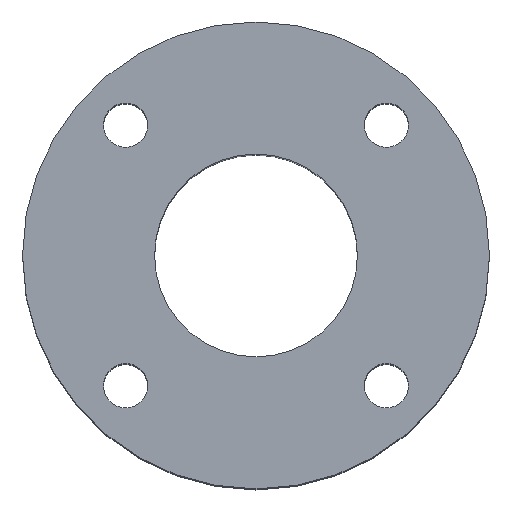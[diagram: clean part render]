
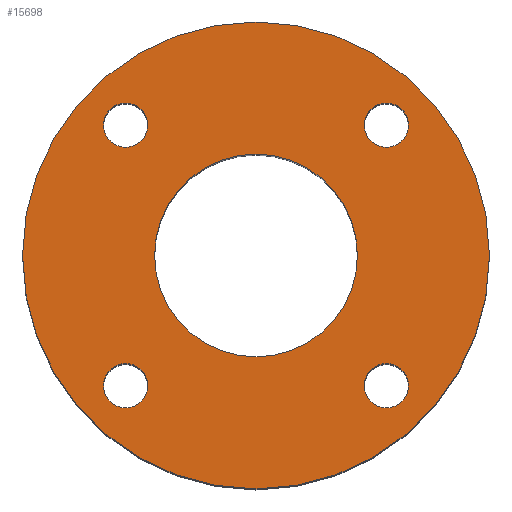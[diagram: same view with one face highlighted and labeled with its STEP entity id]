
A CAD part, top view. The second image highlights one B-rep face of the part: STEP entity #15698.
In plain terms, the highlighted planar face has unit normal (0, 0, 1).
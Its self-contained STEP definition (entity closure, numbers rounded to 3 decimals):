
#73 = VERTEX_POINT ( 'NONE', #27358 ) ;
#264 = EDGE_CURVE ( 'NONE', #11122, #20057, #23247, .T. ) ;
#343 = FACE_BOUND ( 'NONE', #7004, .T. ) ;
#483 = DIRECTION ( 'NONE',  ( 0., 0., 1. ) ) ;
#817 = CARTESIAN_POINT ( 'NONE',  ( 95., 0., 0. ) ) ;
#1472 = DIRECTION ( 'NONE',  ( 0., 0., 1. ) ) ;
#1480 = CIRCLE ( 'NONE', #7674, 9. ) ;
#1546 = DIRECTION ( 'NONE',  ( 0., 0., 1. ) ) ;
#1791 = AXIS2_PLACEMENT_3D ( 'NONE', #17186, #19269, #28375 ) ;
#1801 = CARTESIAN_POINT ( 'NONE',  ( -53.033, -53.033, 0. ) ) ;
#2630 = AXIS2_PLACEMENT_3D ( 'NONE', #2730, #2881, #11840 ) ;
#2690 = CARTESIAN_POINT ( 'NONE',  ( 53.033, 53.033, 0. ) ) ;
#2730 = CARTESIAN_POINT ( 'NONE',  ( 0., 41.25, 0. ) ) ;
#2881 = DIRECTION ( 'NONE',  ( 0., 0., -1. ) ) ;
#2903 = AXIS2_PLACEMENT_3D ( 'NONE', #24525, #1546, #3636 ) ;
#2945 = ORIENTED_EDGE ( 'NONE', *, *, #18811, .F. ) ;
#3098 = ORIENTED_EDGE ( 'NONE', *, *, #3594, .F. ) ;
#3309 = CIRCLE ( 'NONE', #21446, 9. ) ;
#3542 = DIRECTION ( 'NONE',  ( 0., 1., 0. ) ) ;
#3594 = EDGE_CURVE ( 'NONE', #15906, #73, #28967, .T. ) ;
#3636 = DIRECTION ( 'NONE',  ( 0., 1., 0. ) ) ;
#3838 = VERTEX_POINT ( 'NONE', #9682 ) ;
#3845 = DIRECTION ( 'NONE',  ( 0., 0., 1. ) ) ;
#4687 = ORIENTED_EDGE ( 'NONE', *, *, #21880, .F. ) ;
#4903 = VERTEX_POINT ( 'NONE', #18912 ) ;
#4963 = FACE_OUTER_BOUND ( 'NONE', #24287, .T. ) ;
#5640 = DIRECTION ( 'NONE',  ( 1., 0., 0. ) ) ;
#6274 = ORIENTED_EDGE ( 'NONE', *, *, #28853, .F. ) ;
#6571 = ORIENTED_EDGE ( 'NONE', *, *, #8953, .F. ) ;
#6864 = ORIENTED_EDGE ( 'NONE', *, *, #22245, .F. ) ;
#6874 = DIRECTION ( 'NONE',  ( 1., 0., 0. ) ) ;
#7004 = EDGE_LOOP ( 'NONE', ( #2945, #4687 ) ) ;
#7122 = CIRCLE ( 'NONE', #19048, 41.25 ) ;
#7569 = CIRCLE ( 'NONE', #25190, 9. ) ;
#7594 = VERTEX_POINT ( 'NONE', #817 ) ;
#7674 = AXIS2_PLACEMENT_3D ( 'NONE', #1801, #20022, #8371 ) ;
#8244 = CARTESIAN_POINT ( 'NONE',  ( 44.033, -53.033, 0. ) ) ;
#8296 = EDGE_LOOP ( 'NONE', ( #6571, #3098 ) ) ;
#8371 = DIRECTION ( 'NONE',  ( -1., 0., 0. ) ) ;
#8473 = DIRECTION ( 'NONE',  ( 1., 0., 0. ) ) ;
#8953 = EDGE_CURVE ( 'NONE', #73, #15906, #7122, .T. ) ;
#9016 = EDGE_CURVE ( 'NONE', #4903, #3838, #3309, .T. ) ;
#9364 = AXIS2_PLACEMENT_3D ( 'NONE', #10615, #19715, #24481 ) ;
#9682 = CARTESIAN_POINT ( 'NONE',  ( -62.033, 53.033, 0. ) ) ;
#9867 = VERTEX_POINT ( 'NONE', #8244 ) ;
#10265 = DIRECTION ( 'NONE',  ( 0., 0., 1. ) ) ;
#10274 = DIRECTION ( 'NONE',  ( 0., 0., 1. ) ) ;
#10615 = CARTESIAN_POINT ( 'NONE',  ( 0., 0., 0. ) ) ;
#10763 = CIRCLE ( 'NONE', #18858, 9. ) ;
#11122 = VERTEX_POINT ( 'NONE', #21201 ) ;
#11266 = CIRCLE ( 'NONE', #25566, 9. ) ;
#11677 = CARTESIAN_POINT ( 'NONE',  ( -53.033, -53.033, 0. ) ) ;
#11840 = DIRECTION ( 'NONE',  ( -1., 0., 0. ) ) ;
#12870 = ORIENTED_EDGE ( 'NONE', *, *, #28533, .F. ) ;
#13349 = ORIENTED_EDGE ( 'NONE', *, *, #15899, .T. ) ;
#13897 = CARTESIAN_POINT ( 'NONE',  ( -41.25, 0., 0. ) ) ;
#14094 = EDGE_LOOP ( 'NONE', ( #24162, #6274 ) ) ;
#15039 = CIRCLE ( 'NONE', #23633, 95. ) ;
#15200 = CARTESIAN_POINT ( 'NONE',  ( 53.033, 53.033, 0. ) ) ;
#15225 = AXIS2_PLACEMENT_3D ( 'NONE', #15200, #1472, #8473 ) ;
#15698 = ADVANCED_FACE ( 'NONE', ( #343, #23342, #25574, #25122, #18856, #4963 ), #23187, .F. ) ;
#15899 = EDGE_CURVE ( 'NONE', #16513, #7594, #15039, .T. ) ;
#15906 = VERTEX_POINT ( 'NONE', #13897 ) ;
#15953 = EDGE_CURVE ( 'NONE', #20942, #16881, #10763, .T. ) ;
#16430 = CARTESIAN_POINT ( 'NONE',  ( 0., 0., 0. ) ) ;
#16513 = VERTEX_POINT ( 'NONE', #25769 ) ;
#16841 = CARTESIAN_POINT ( 'NONE',  ( -53.033, 53.033, 0. ) ) ;
#16848 = CARTESIAN_POINT ( 'NONE',  ( 53.033, -53.033, 0. ) ) ;
#16881 = VERTEX_POINT ( 'NONE', #28037 ) ;
#17186 = CARTESIAN_POINT ( 'NONE',  ( 0., 0., 0. ) ) ;
#18679 = DIRECTION ( 'NONE',  ( 0., 0., 1. ) ) ;
#18811 = EDGE_CURVE ( 'NONE', #20213, #9867, #11266, .T. ) ;
#18856 = FACE_BOUND ( 'NONE', #8296, .T. ) ;
#18858 = AXIS2_PLACEMENT_3D ( 'NONE', #2690, #18679, #25538 ) ;
#18912 = CARTESIAN_POINT ( 'NONE',  ( -44.033, 53.033, 0. ) ) ;
#19048 = AXIS2_PLACEMENT_3D ( 'NONE', #22072, #3845, #5640 ) ;
#19253 = EDGE_CURVE ( 'NONE', #7594, #16513, #27974, .T. ) ;
#19269 = DIRECTION ( 'NONE',  ( 0., 0., 1. ) ) ;
#19659 = ORIENTED_EDGE ( 'NONE', *, *, #9016, .F. ) ;
#19715 = DIRECTION ( 'NONE',  ( 0., 0., 1. ) ) ;
#19932 = CARTESIAN_POINT ( 'NONE',  ( 53.033, -53.033, 0. ) ) ;
#20022 = DIRECTION ( 'NONE',  ( 0., 0., 1. ) ) ;
#20057 = VERTEX_POINT ( 'NONE', #24087 ) ;
#20213 = VERTEX_POINT ( 'NONE', #23316 ) ;
#20376 = DIRECTION ( 'NONE',  ( 0., -1., 0. ) ) ;
#20942 = VERTEX_POINT ( 'NONE', #28539 ) ;
#21052 = EDGE_LOOP ( 'NONE', ( #6864, #27985 ) ) ;
#21199 = DIRECTION ( 'NONE',  ( 0., -1., 0. ) ) ;
#21201 = CARTESIAN_POINT ( 'NONE',  ( -44.033, -53.033, 0. ) ) ;
#21446 = AXIS2_PLACEMENT_3D ( 'NONE', #16841, #10265, #3542 ) ;
#21614 = ORIENTED_EDGE ( 'NONE', *, *, #19253, .T. ) ;
#21832 = AXIS2_PLACEMENT_3D ( 'NONE', #11677, #483, #25563 ) ;
#21880 = EDGE_CURVE ( 'NONE', #9867, #20213, #7569, .T. ) ;
#22072 = CARTESIAN_POINT ( 'NONE',  ( 0., 0., 0. ) ) ;
#22245 = EDGE_CURVE ( 'NONE', #16881, #20942, #23301, .T. ) ;
#23187 = PLANE ( 'NONE',  #2630 ) ;
#23247 = CIRCLE ( 'NONE', #21832, 9. ) ;
#23301 = CIRCLE ( 'NONE', #15225, 9. ) ;
#23316 = CARTESIAN_POINT ( 'NONE',  ( 62.033, -53.033, 0. ) ) ;
#23342 = FACE_BOUND ( 'NONE', #14094, .T. ) ;
#23633 = AXIS2_PLACEMENT_3D ( 'NONE', #16430, #27925, #6874 ) ;
#24087 = CARTESIAN_POINT ( 'NONE',  ( -62.033, -53.033, 0. ) ) ;
#24162 = ORIENTED_EDGE ( 'NONE', *, *, #264, .F. ) ;
#24287 = EDGE_LOOP ( 'NONE', ( #21614, #13349 ) ) ;
#24481 = DIRECTION ( 'NONE',  ( 1., 0., 0. ) ) ;
#24525 = CARTESIAN_POINT ( 'NONE',  ( -53.033, 53.033, 0. ) ) ;
#25122 = FACE_BOUND ( 'NONE', #21052, .T. ) ;
#25190 = AXIS2_PLACEMENT_3D ( 'NONE', #19932, #29042, #20376 ) ;
#25538 = DIRECTION ( 'NONE',  ( 1., 0., 0. ) ) ;
#25563 = DIRECTION ( 'NONE',  ( -1., 0., 0. ) ) ;
#25566 = AXIS2_PLACEMENT_3D ( 'NONE', #16848, #10274, #21199 ) ;
#25574 = FACE_BOUND ( 'NONE', #26033, .T. ) ;
#25769 = CARTESIAN_POINT ( 'NONE',  ( -95., 0., 0. ) ) ;
#26033 = EDGE_LOOP ( 'NONE', ( #19659, #12870 ) ) ;
#27218 = CIRCLE ( 'NONE', #2903, 9. ) ;
#27358 = CARTESIAN_POINT ( 'NONE',  ( 41.25, 0., 0. ) ) ;
#27925 = DIRECTION ( 'NONE',  ( 0., 0., 1. ) ) ;
#27974 = CIRCLE ( 'NONE', #9364, 95. ) ;
#27985 = ORIENTED_EDGE ( 'NONE', *, *, #15953, .F. ) ;
#28037 = CARTESIAN_POINT ( 'NONE',  ( 62.033, 53.033, 0. ) ) ;
#28375 = DIRECTION ( 'NONE',  ( 1., 0., 0. ) ) ;
#28533 = EDGE_CURVE ( 'NONE', #3838, #4903, #27218, .T. ) ;
#28539 = CARTESIAN_POINT ( 'NONE',  ( 44.033, 53.033, 0. ) ) ;
#28853 = EDGE_CURVE ( 'NONE', #20057, #11122, #1480, .T. ) ;
#28967 = CIRCLE ( 'NONE', #1791, 41.25 ) ;
#29042 = DIRECTION ( 'NONE',  ( 0., 0., 1. ) ) ;
